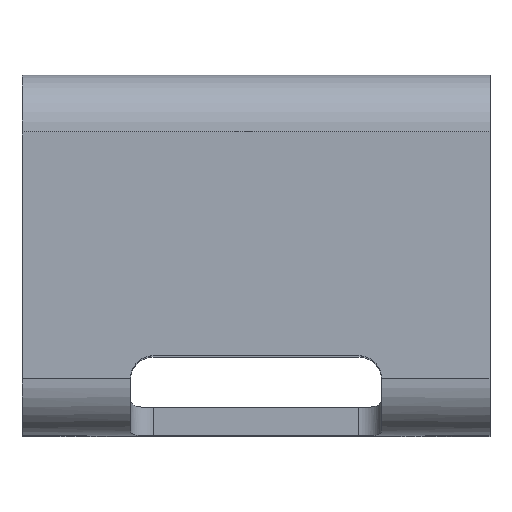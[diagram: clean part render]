
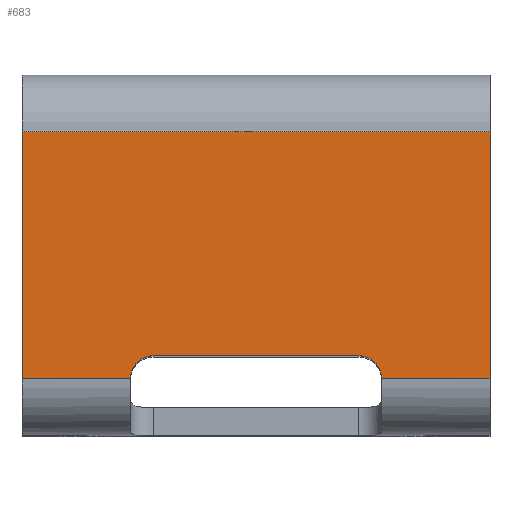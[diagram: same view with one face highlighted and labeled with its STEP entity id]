
A CAD part, top view. The second image highlights one B-rep face of the part: STEP entity #683.
In plain terms, the highlighted face is planar.
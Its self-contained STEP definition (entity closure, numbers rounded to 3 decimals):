
#37=PLANE('',#748);
#64=CIRCLE('',#749,2.);
#65=CIRCLE('',#750,2.);
#144=ORIENTED_EDGE('',*,*,#326,.F.);
#145=ORIENTED_EDGE('',*,*,#327,.F.);
#146=ORIENTED_EDGE('',*,*,#328,.F.);
#147=ORIENTED_EDGE('',*,*,#281,.F.);
#148=ORIENTED_EDGE('',*,*,#329,.T.);
#149=ORIENTED_EDGE('',*,*,#330,.T.);
#150=ORIENTED_EDGE('',*,*,#331,.F.);
#151=ORIENTED_EDGE('',*,*,#279,.F.);
#279=EDGE_CURVE('',#375,#376,#437,.T.);
#281=EDGE_CURVE('',#377,#378,#438,.T.);
#326=EDGE_CURVE('',#412,#375,#64,.T.);
#327=EDGE_CURVE('',#413,#412,#470,.T.);
#328=EDGE_CURVE('',#378,#413,#65,.T.);
#329=EDGE_CURVE('',#377,#414,#471,.T.);
#330=EDGE_CURVE('',#414,#415,#472,.T.);
#331=EDGE_CURVE('',#376,#415,#473,.T.);
#375=VERTEX_POINT('',#1009);
#376=VERTEX_POINT('',#1011);
#377=VERTEX_POINT('',#1015);
#378=VERTEX_POINT('',#1016);
#412=VERTEX_POINT('',#1119);
#413=VERTEX_POINT('',#1121);
#414=VERTEX_POINT('',#1124);
#415=VERTEX_POINT('',#1126);
#437=LINE('',#1010,#501);
#438=LINE('',#1014,#502);
#470=LINE('',#1120,#534);
#471=LINE('',#1123,#535);
#472=LINE('',#1125,#536);
#473=LINE('',#1127,#537);
#501=VECTOR('',#802,1000.);
#502=VECTOR('',#807,1000.);
#534=VECTOR('',#877,1000.);
#535=VECTOR('',#880,1000.);
#536=VECTOR('',#881,1000.);
#537=VECTOR('',#882,1000.);
#573=EDGE_LOOP('',(#144,#145,#146,#147,#148,#149,#150,#151));
#621=FACE_BOUND('',#573,.T.);
#683=ADVANCED_FACE('',(#621),#37,.T.);
#748=AXIS2_PLACEMENT_3D('',#1117,#873,#874);
#749=AXIS2_PLACEMENT_3D('',#1118,#875,#876);
#750=AXIS2_PLACEMENT_3D('',#1122,#878,#879);
#802=DIRECTION('',(0.,0.,1.));
#807=DIRECTION('',(0.,0.,1.));
#873=DIRECTION('',(1.,0.,0.));
#874=DIRECTION('',(0.,0.,-1.));
#875=DIRECTION('',(1.,0.,0.));
#876=DIRECTION('',(0.,0.,-1.));
#877=DIRECTION('',(0.,0.,1.));
#878=DIRECTION('',(1.,0.,0.));
#879=DIRECTION('',(0.,0.,-1.));
#880=DIRECTION('',(0.,1.,0.));
#881=DIRECTION('',(0.,0.,1.));
#882=DIRECTION('',(0.,1.,0.));
#1009=CARTESIAN_POINT('',(0.,-10.8,-9.5));
#1010=CARTESIAN_POINT('',(0.,-10.8,-41.));
#1011=CARTESIAN_POINT('',(0.,-10.8,0.));
#1014=CARTESIAN_POINT('',(0.,-10.8,-41.));
#1015=CARTESIAN_POINT('',(0.,-10.8,-41.));
#1016=CARTESIAN_POINT('',(0.,-10.8,-31.5));
#1117=CARTESIAN_POINT('',(0.,-10.8,-41.));
#1118=CARTESIAN_POINT('',(0.,-10.8,-11.5));
#1119=CARTESIAN_POINT('',(0.,-8.8,-11.5));
#1120=CARTESIAN_POINT('',(0.,-8.8,-29.5));
#1121=CARTESIAN_POINT('',(0.,-8.8,-29.5));
#1122=CARTESIAN_POINT('',(0.,-10.8,-29.5));
#1123=CARTESIAN_POINT('',(0.,-10.8,-41.));
#1124=CARTESIAN_POINT('',(0.,10.8,-41.));
#1125=CARTESIAN_POINT('',(0.,10.8,-41.));
#1126=CARTESIAN_POINT('',(0.,10.8,0.));
#1127=CARTESIAN_POINT('',(0.,-10.8,0.));
